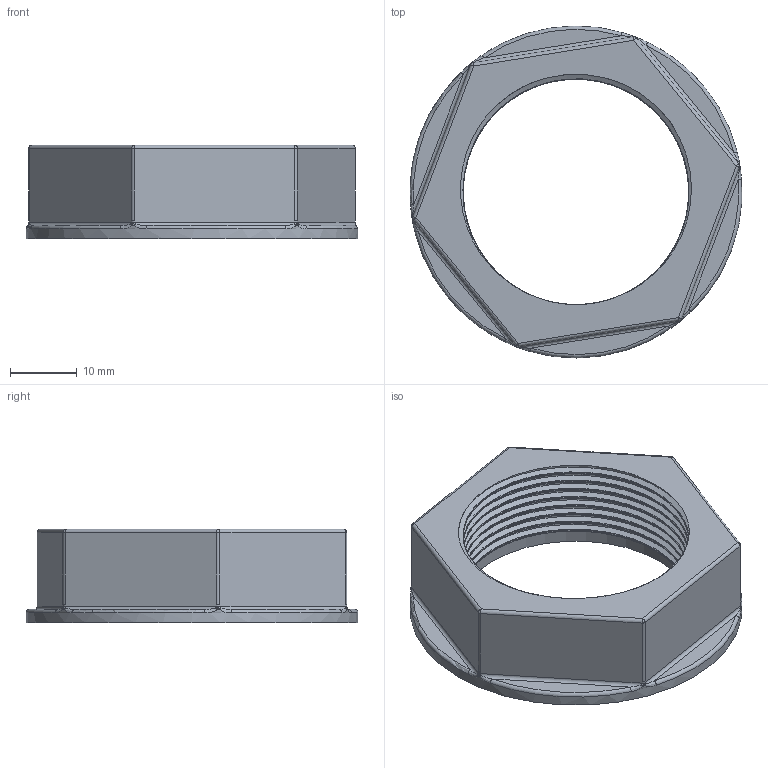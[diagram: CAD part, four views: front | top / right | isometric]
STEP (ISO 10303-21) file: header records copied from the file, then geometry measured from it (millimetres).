
FILE_DESCRIPTION(/* description */ (''),/* implementation_level */ '2;1');
FILE_NAME(/* name */ 'passe-coque_citerne_ecrou.step',/* time_stamp */ '2025-06-19T19:24:48+02:00',/* author */ (''),/* organization */ (''),/* preprocessor_version */ 'ST-DEVELOPER v20.1',/* originating_system */ 'Autodesk Translation Framework v14.10.0.0',/* authorisation */ '');
FILE_SCHEMA (('AUTOMOTIVE_DESIGN { 1 0 10303 214 3 1 1 }'));
Length unit declared in the file: millimetre
Products named in the file (1): passe-coque_citerne
Bounding box: 49.65 x 49.65 x 14 mm (x, y, z)
Volume: 9891 mm3; surface area: 6249.1 mm2
Topology: 1 solids, 1 shells, 117 faces, 294 edges, 180 vertices
Faces by surface type: bspline 52, cylinder 38, plane 15, sphere 6, torus 6
Full cylindrical faces by diameter (mm): 33.726 x7, 35.208 x7, 35.4 x1, 49.652 x1
Entity records: 12333 total; most frequent: CARTESIAN_POINT 9902, ORIENTED_EDGE 588, DIRECTION 358, EDGE_CURVE 294, VERTEX_POINT 180, B_SPLINE_CURVE_WITH_KNOTS 154, AXIS2_PLACEMENT_3D 152, EDGE_LOOP 120
